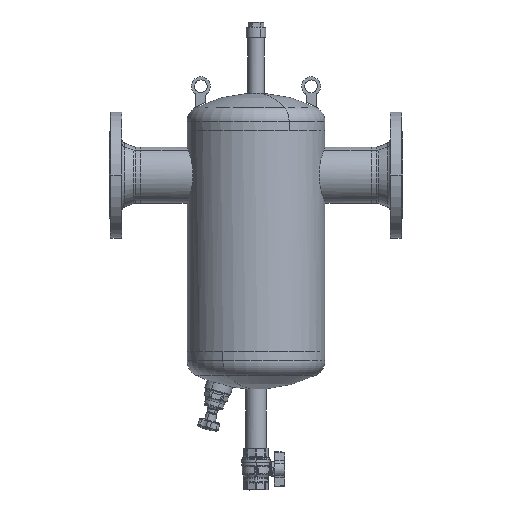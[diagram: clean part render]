
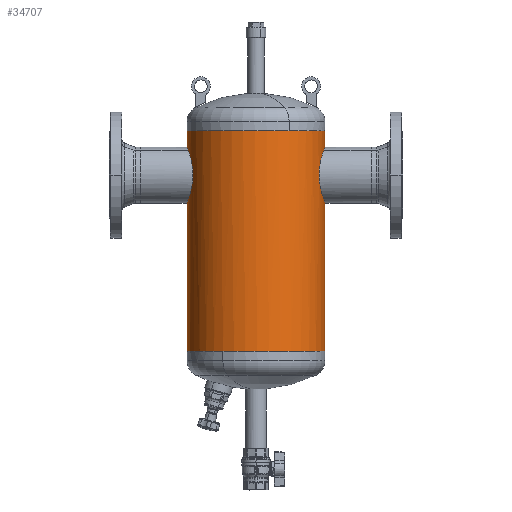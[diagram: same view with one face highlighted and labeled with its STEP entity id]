
A CAD part, front view. The second image highlights one B-rep face of the part: STEP entity #34707.
In plain terms, the highlighted cylindrical face has radius 109.5 mm (diameter 219 mm), a partial arc.
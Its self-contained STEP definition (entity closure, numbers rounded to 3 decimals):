
#25705=CARTESIAN_POINT('Vertex',(52.497,-96.095,350.)) ;
#25728=CARTESIAN_POINT('Vertex',(-109.5,0.,350.)) ;
#25731=CARTESIAN_POINT('Axis2P3D Location',(0.,0.,350.)) ;
#25750=CARTESIAN_POINT('Axis2P3D Location',(0.,0.,350.)) ;
#25754=CARTESIAN_POINT('Vertex',(109.5,0.,350.)) ;
#33222=CARTESIAN_POINT('Vertex',(-52.497,-96.095,0.)) ;
#33225=CARTESIAN_POINT('Axis2P3D Location',(0.,0.,0.)) ;
#33229=CARTESIAN_POINT('Vertex',(-109.5,0.,0.)) ;
#33255=CARTESIAN_POINT('Vertex',(109.5,0.,0.)) ;
#33258=CARTESIAN_POINT('Axis2P3D Location',(0.,0.,0.)) ;
#33454=CARTESIAN_POINT('Vertex',(107.406,-21.31,319.009)) ;
#33458=CARTESIAN_POINT('Control Point',(107.406,-21.31,319.009)) ;
#33459=CARTESIAN_POINT('Control Point',(106.792,-24.405,317.318)) ;
#33460=CARTESIAN_POINT('Control Point',(106.098,-27.319,315.327)) ;
#33461=CARTESIAN_POINT('Control Point',(105.354,-30.02,313.061)) ;
#33462=CARTESIAN_POINT('Control Point',(104.04,-34.293,308.694)) ;
#33463=CARTESIAN_POINT('Control Point',(102.799,-37.762,303.663)) ;
#33464=CARTESIAN_POINT('Control Point',(102.301,-39.08,301.418)) ;
#33465=CARTESIAN_POINT('Control Point',(101.002,-42.374,294.73)) ;
#33466=CARTESIAN_POINT('Control Point',(100.17,-44.243,287.391)) ;
#33467=CARTESIAN_POINT('Control Point',(99.914,-44.794,282.446)) ;
#33468=CARTESIAN_POINT('Control Point',(100.064,-44.496,272.36)) ;
#33469=CARTESIAN_POINT('Control Point',(101.37,-41.462,262.816)) ;
#33470=CARTESIAN_POINT('Control Point',(102.28,-39.25,258.256)) ;
#33471=CARTESIAN_POINT('Control Point',(103.996,-34.602,251.322)) ;
#33472=CARTESIAN_POINT('Control Point',(105.766,-28.529,245.675)) ;
#33473=CARTESIAN_POINT('Control Point',(106.449,-25.903,243.65)) ;
#33474=CARTESIAN_POINT('Control Point',(107.866,-19.59,239.661)) ;
#33475=CARTESIAN_POINT('Control Point',(108.895,-12.51,237.039)) ;
#33476=CARTESIAN_POINT('Control Point',(109.299,-8.402,236.046)) ;
#33477=CARTESIAN_POINT('Control Point',(109.5,-4.201,235.55)) ;
#33478=CARTESIAN_POINT('Control Point',(109.5,0.,235.55)) ;
#33479=CARTESIAN_POINT('Vertex',(109.5,0.,235.55)) ;
#33525=CARTESIAN_POINT('Vertex',(109.5,0.,324.45)) ;
#33529=CARTESIAN_POINT('Control Point',(107.406,-21.31,319.009)) ;
#33530=CARTESIAN_POINT('Control Point',(108.365,-16.479,321.648)) ;
#33531=CARTESIAN_POINT('Control Point',(109.118,-11.179,323.51)) ;
#33532=CARTESIAN_POINT('Control Point',(109.5,-5.588,324.45)) ;
#33533=CARTESIAN_POINT('Control Point',(109.5,0.,324.45)) ;
#34049=CARTESIAN_POINT('Vertex',(-107.406,-21.31,319.009)) ;
#34072=CARTESIAN_POINT('Vertex',(-109.5,0.,235.55)) ;
#34076=CARTESIAN_POINT('Control Point',(-107.406,-21.31,319.009)) ;
#34077=CARTESIAN_POINT('Control Point',(-106.792,-24.405,317.318)) ;
#34078=CARTESIAN_POINT('Control Point',(-106.098,-27.319,315.327)) ;
#34079=CARTESIAN_POINT('Control Point',(-105.354,-30.02,313.061)) ;
#34080=CARTESIAN_POINT('Control Point',(-104.04,-34.293,308.694)) ;
#34081=CARTESIAN_POINT('Control Point',(-102.799,-37.762,303.663)) ;
#34082=CARTESIAN_POINT('Control Point',(-102.301,-39.08,301.418)) ;
#34083=CARTESIAN_POINT('Control Point',(-101.002,-42.374,294.73)) ;
#34084=CARTESIAN_POINT('Control Point',(-100.17,-44.243,287.391)) ;
#34085=CARTESIAN_POINT('Control Point',(-99.914,-44.794,282.446)) ;
#34086=CARTESIAN_POINT('Control Point',(-100.064,-44.496,272.36)) ;
#34087=CARTESIAN_POINT('Control Point',(-101.37,-41.462,262.816)) ;
#34088=CARTESIAN_POINT('Control Point',(-102.28,-39.25,258.256)) ;
#34089=CARTESIAN_POINT('Control Point',(-103.996,-34.602,251.322)) ;
#34090=CARTESIAN_POINT('Control Point',(-105.766,-28.529,245.675)) ;
#34091=CARTESIAN_POINT('Control Point',(-106.449,-25.903,243.65)) ;
#34092=CARTESIAN_POINT('Control Point',(-107.866,-19.59,239.661)) ;
#34093=CARTESIAN_POINT('Control Point',(-108.895,-12.51,237.039)) ;
#34094=CARTESIAN_POINT('Control Point',(-109.299,-8.402,236.046)) ;
#34095=CARTESIAN_POINT('Control Point',(-109.5,-4.201,235.55)) ;
#34096=CARTESIAN_POINT('Control Point',(-109.5,0.,235.55)) ;
#34113=CARTESIAN_POINT('Control Point',(-107.406,-21.31,319.009)) ;
#34114=CARTESIAN_POINT('Control Point',(-108.365,-16.479,321.648)) ;
#34115=CARTESIAN_POINT('Control Point',(-109.118,-11.179,323.51)) ;
#34116=CARTESIAN_POINT('Control Point',(-109.5,-5.588,324.45)) ;
#34117=CARTESIAN_POINT('Control Point',(-109.5,0.,324.45)) ;
#34118=CARTESIAN_POINT('Vertex',(-109.5,0.,324.45)) ;
#34652=CARTESIAN_POINT('Line Origine',(109.5,0.,175.)) ;
#34657=CARTESIAN_POINT('Line Origine',(-109.5,0.,175.)) ;
#34662=CARTESIAN_POINT('Line Origine',(-109.5,0.,175.)) ;
#34667=CARTESIAN_POINT('Line Origine',(109.5,0.,175.)) ;
#34688=CARTESIAN_POINT('Axis2P3D Location',(0.,0.,175.)) ;
#34654=VECTOR('Line Direction',#34653,1.) ;
#34659=VECTOR('Line Direction',#34658,1.) ;
#34664=VECTOR('Line Direction',#34663,1.) ;
#34669=VECTOR('Line Direction',#34668,1.) ;
#25732=DIRECTION('Axis2P3D Direction',(0.,0.,1.)) ;
#25751=DIRECTION('Axis2P3D Direction',(0.,0.,1.)) ;
#33226=DIRECTION('Axis2P3D Direction',(0.,0.,-1.)) ;
#33259=DIRECTION('Axis2P3D Direction',(0.,0.,-1.)) ;
#34653=DIRECTION('Vector Direction',(0.,0.,1.)) ;
#34658=DIRECTION('Vector Direction',(0.,0.,1.)) ;
#34663=DIRECTION('Vector Direction',(0.,0.,1.)) ;
#34668=DIRECTION('Vector Direction',(0.,0.,1.)) ;
#34689=DIRECTION('Axis2P3D Direction',(0.,0.,1.)) ;
#34690=DIRECTION('Axis2P3D XDirection',(-1.,0.,-0.)) ;
#25733=AXIS2_PLACEMENT_3D('Circle Axis2P3D',#25731,#25732,$) ;
#25752=AXIS2_PLACEMENT_3D('Circle Axis2P3D',#25750,#25751,$) ;
#33227=AXIS2_PLACEMENT_3D('Circle Axis2P3D',#33225,#33226,$) ;
#33260=AXIS2_PLACEMENT_3D('Circle Axis2P3D',#33258,#33259,$) ;
#34691=AXIS2_PLACEMENT_3D('Cylinder Axis2P3D',#34688,#34689,#34690) ;
#34655=LINE('Line',#34652,#34654) ;
#34660=LINE('Line',#34657,#34659) ;
#34665=LINE('Line',#34662,#34664) ;
#34670=LINE('Line',#34667,#34669) ;
#25734=CIRCLE('generated circle',#25733,109.5) ;
#25753=CIRCLE('generated circle',#25752,109.5) ;
#33228=CIRCLE('generated circle',#33227,109.5) ;
#33261=CIRCLE('generated circle',#33260,109.5) ;
#34692=CYLINDRICAL_SURFACE('generated cylinder',#34691,109.5) ;
#25735=EDGE_CURVE('',#25729,#25706,#25734,.T.) ;
#25756=EDGE_CURVE('',#25706,#25755,#25753,.T.) ;
#33231=EDGE_CURVE('',#33230,#33223,#33228,.F.) ;
#33262=EDGE_CURVE('',#33223,#33256,#33261,.F.) ;
#33481=EDGE_CURVE('',#33455,#33480,#33457,.T.) ;
#33534=EDGE_CURVE('',#33455,#33526,#33528,.T.) ;
#34097=EDGE_CURVE('',#34050,#34073,#34075,.T.) ;
#34120=EDGE_CURVE('',#34050,#34119,#34112,.T.) ;
#34656=EDGE_CURVE('',#33256,#33480,#34655,.T.) ;
#34661=EDGE_CURVE('',#33230,#34073,#34660,.T.) ;
#34666=EDGE_CURVE('',#34119,#25729,#34665,.T.) ;
#34671=EDGE_CURVE('',#33526,#25755,#34670,.T.) ;
#34694=ORIENTED_EDGE('',*,*,#34661,.F.) ;
#34695=ORIENTED_EDGE('',*,*,#33231,.T.) ;
#34696=ORIENTED_EDGE('',*,*,#33262,.T.) ;
#34697=ORIENTED_EDGE('',*,*,#34656,.T.) ;
#34698=ORIENTED_EDGE('',*,*,#33481,.F.) ;
#34699=ORIENTED_EDGE('',*,*,#33534,.T.) ;
#34700=ORIENTED_EDGE('',*,*,#34671,.T.) ;
#34701=ORIENTED_EDGE('',*,*,#25756,.F.) ;
#34702=ORIENTED_EDGE('',*,*,#25735,.F.) ;
#34703=ORIENTED_EDGE('',*,*,#34666,.F.) ;
#34704=ORIENTED_EDGE('',*,*,#34120,.F.) ;
#34705=ORIENTED_EDGE('',*,*,#34097,.T.) ;
#34693=EDGE_LOOP('',(#34694,#34695,#34696,#34697,#34698,#34699,#34700,#34701,#34702,#34703,#34704,#34705)) ;
#25706=VERTEX_POINT('',#25705) ;
#25729=VERTEX_POINT('',#25728) ;
#25755=VERTEX_POINT('',#25754) ;
#33223=VERTEX_POINT('',#33222) ;
#33230=VERTEX_POINT('',#33229) ;
#33256=VERTEX_POINT('',#33255) ;
#33455=VERTEX_POINT('',#33454) ;
#33480=VERTEX_POINT('',#33479) ;
#33526=VERTEX_POINT('',#33525) ;
#34050=VERTEX_POINT('',#34049) ;
#34073=VERTEX_POINT('',#34072) ;
#34119=VERTEX_POINT('',#34118) ;
#34707=ADVANCED_FACE('PartBody',(#34706),#34692,.T.) ;
#33457=B_SPLINE_CURVE_WITH_KNOTS('',5,(#33458,#33459,#33460,#33461,#33462,#33463,#33464,#33465,#33466,#33467,#33468,#33469,#33470,#33471,#33472,#33473,#33474,#33475,#33476,#33477,#33478),.UNSPECIFIED.,.F.,.U.,(6,3,3,3,3,3,6),(0.,25.308,43.985,78.658,114.569,138.369,168.074),.UNSPECIFIED.) ;
#33528=B_SPLINE_CURVE_WITH_KNOTS('',4,(#33529,#33530,#33531,#33532,#33533),.UNSPECIFIED.,.F.,.U.,(5,5),(0.,31.611),.UNSPECIFIED.) ;
#34075=B_SPLINE_CURVE_WITH_KNOTS('',5,(#34076,#34077,#34078,#34079,#34080,#34081,#34082,#34083,#34084,#34085,#34086,#34087,#34088,#34089,#34090,#34091,#34092,#34093,#34094,#34095,#34096),.UNSPECIFIED.,.F.,.U.,(6,3,3,3,3,3,6),(0.,25.308,43.985,78.658,114.569,138.369,168.074),.UNSPECIFIED.) ;
#34112=B_SPLINE_CURVE_WITH_KNOTS('',4,(#34113,#34114,#34115,#34116,#34117),.UNSPECIFIED.,.F.,.U.,(5,5),(0.,31.611),.UNSPECIFIED.) ;
#34706=FACE_OUTER_BOUND('',#34693,.T.) ;
